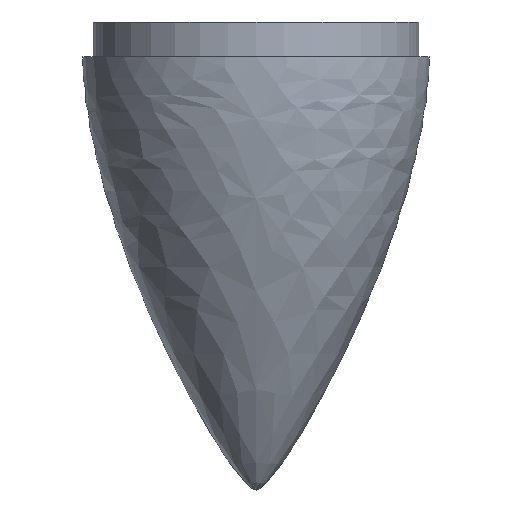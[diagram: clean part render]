
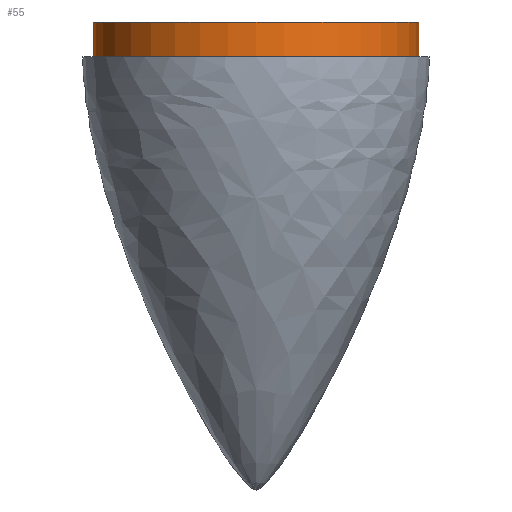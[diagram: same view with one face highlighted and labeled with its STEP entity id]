
A CAD part, top view. The second image highlights one B-rep face of the part: STEP entity #55.
In plain terms, the highlighted cylindrical face has radius 94 mm (diameter 188 mm), a full revolution.
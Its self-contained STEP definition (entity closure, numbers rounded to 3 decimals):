
#17=LINE('',#102,#18);
#18=VECTOR('',#90,94.);
#19=CYLINDRICAL_SURFACE('',#75,94.);
#22=FACE_OUTER_BOUND('',#27,.T.);
#27=EDGE_LOOP('',(#44,#45,#46,#47));
#31=CIRCLE('',#74,94.);
#32=CIRCLE('',#76,94.);
#34=VERTEX_POINT('',#97);
#35=VERTEX_POINT('',#100);
#38=EDGE_CURVE('',#34,#34,#31,.T.);
#39=EDGE_CURVE('',#35,#35,#32,.T.);
#40=EDGE_CURVE('',#35,#34,#17,.T.);
#44=ORIENTED_EDGE('',*,*,#39,.F.);
#45=ORIENTED_EDGE('',*,*,#40,.T.);
#46=ORIENTED_EDGE('',*,*,#38,.T.);
#47=ORIENTED_EDGE('',*,*,#40,.F.);
#55=ADVANCED_FACE('',(#22),#19,.T.);
#74=AXIS2_PLACEMENT_3D('',#98,#84,#85);
#75=AXIS2_PLACEMENT_3D('',#99,#86,#87);
#76=AXIS2_PLACEMENT_3D('',#101,#88,#89);
#84=DIRECTION('center_axis',(0.,1.,0.));
#85=DIRECTION('ref_axis',(1.,0.,0.));
#86=DIRECTION('center_axis',(0.,1.,0.));
#87=DIRECTION('ref_axis',(0.,0.,1.));
#88=DIRECTION('center_axis',(0.,1.,0.));
#89=DIRECTION('ref_axis',(1.,0.,0.));
#90=DIRECTION('',(0.,-1.,0.));
#97=CARTESIAN_POINT('',(0.,-1070.,-94.));
#98=CARTESIAN_POINT('Origin',(0.,-1070.,0.));
#99=CARTESIAN_POINT('Origin',(0.,-1060.,0.));
#100=CARTESIAN_POINT('',(0.,-1050.,-94.));
#101=CARTESIAN_POINT('Origin',(0.,-1050.,0.));
#102=CARTESIAN_POINT('',(0.,-1060.,-94.));
